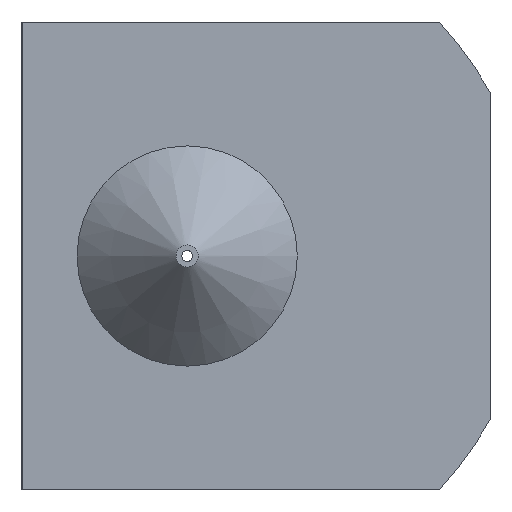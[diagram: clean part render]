
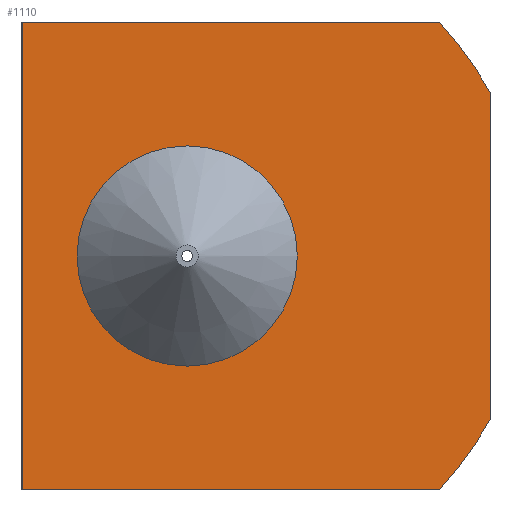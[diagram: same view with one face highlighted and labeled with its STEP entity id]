
A CAD part, left-side view. The second image highlights one B-rep face of the part: STEP entity #1110.
In plain terms, the highlighted planar face has unit normal (-1, 0, 0).
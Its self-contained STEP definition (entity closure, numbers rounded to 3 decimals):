
#15=LINE('',#1636,#99);
#19=LINE('',#1663,#103);
#46=LINE('',#1723,#130);
#74=LINE('',#1779,#158);
#99=VECTOR('',#1269,17.);
#103=VECTOR('',#1299,15.165);
#130=VECTOR('',#1340,15.165);
#158=VECTOR('',#1386,11.874);
#219=PLANE('',#1230);
#253=FACE_BOUND('',#452,.T.);
#351=FACE_OUTER_BOUND('',#451,.T.);
#451=EDGE_LOOP('',(#1020,#1021,#1022,#1023,#1024,#1025));
#452=EDGE_LOOP('',(#1026));
#511=CIRCLE('',#1212,12.5);
#512=CIRCLE('',#1214,12.5);
#518=CIRCLE('',#1231,4.);
#531=VERTEX_POINT('',#1634);
#532=VERTEX_POINT('',#1635);
#542=VERTEX_POINT('',#1662);
#568=VERTEX_POINT('',#1722);
#586=VERTEX_POINT('',#1776);
#587=VERTEX_POINT('',#1778);
#621=VERTEX_POINT('',#1907);
#634=EDGE_CURVE('',#531,#532,#15,.T.);
#645=EDGE_CURVE('',#532,#542,#19,.T.);
#672=EDGE_CURVE('',#568,#531,#46,.T.);
#700=EDGE_CURVE('',#586,#587,#74,.T.);
#753=EDGE_CURVE('',#568,#587,#511,.T.);
#754=EDGE_CURVE('',#586,#542,#512,.T.);
#760=EDGE_CURVE('',#621,#621,#518,.T.);
#1020=ORIENTED_EDGE('',*,*,#700,.F.);
#1021=ORIENTED_EDGE('',*,*,#754,.T.);
#1022=ORIENTED_EDGE('',*,*,#645,.F.);
#1023=ORIENTED_EDGE('',*,*,#634,.F.);
#1024=ORIENTED_EDGE('',*,*,#672,.F.);
#1025=ORIENTED_EDGE('',*,*,#753,.T.);
#1026=ORIENTED_EDGE('',*,*,#760,.F.);
#1110=ADVANCED_FACE('',(#351,#253),#219,.T.);
#1212=AXIS2_PLACEMENT_3D('',#1883,#1513,#1514);
#1214=AXIS2_PLACEMENT_3D('',#1885,#1517,#1518);
#1230=AXIS2_PLACEMENT_3D('',#1906,#1549,#1550);
#1231=AXIS2_PLACEMENT_3D('',#1908,#1551,#1552);
#1269=DIRECTION('',(0.,0.,1.));
#1299=DIRECTION('',(0.,-1.,0.));
#1340=DIRECTION('',(0.,1.,0.));
#1386=DIRECTION('',(0.,0.,-1.));
#1513=DIRECTION('center_axis',(-1.,0.,0.));
#1514=DIRECTION('ref_axis',(0.,-1.,0.));
#1517=DIRECTION('center_axis',(-1.,0.,0.));
#1518=DIRECTION('ref_axis',(0.,-1.,0.));
#1549=DIRECTION('center_axis',(-1.,0.,0.));
#1550=DIRECTION('ref_axis',(0.,0.,1.));
#1551=DIRECTION('center_axis',(-1.,0.,0.));
#1552=DIRECTION('ref_axis',(0.,-1.,0.));
#1634=CARTESIAN_POINT('',(4.,6.,-8.5));
#1635=CARTESIAN_POINT('',(4.,6.,8.5));
#1636=CARTESIAN_POINT('',(4.,6.,-4.25));
#1662=CARTESIAN_POINT('',(4.,-9.165,8.5));
#1663=CARTESIAN_POINT('',(4.,-1.125,8.5));
#1722=CARTESIAN_POINT('',(4.,-9.165,-8.5));
#1723=CARTESIAN_POINT('',(4.,-9.625,-8.5));
#1776=CARTESIAN_POINT('',(4.,-11.,5.937));
#1778=CARTESIAN_POINT('',(4.,-11.,-5.937));
#1779=CARTESIAN_POINT('',(4.,-11.,4.25));
#1883=CARTESIAN_POINT('Origin',(4.,0.,0.));
#1885=CARTESIAN_POINT('Origin',(4.,0.,0.));
#1906=CARTESIAN_POINT('Origin',(4.,-8.25,0.));
#1907=CARTESIAN_POINT('',(4.,-4.,0.));
#1908=CARTESIAN_POINT('Origin',(4.,0.,0.));
